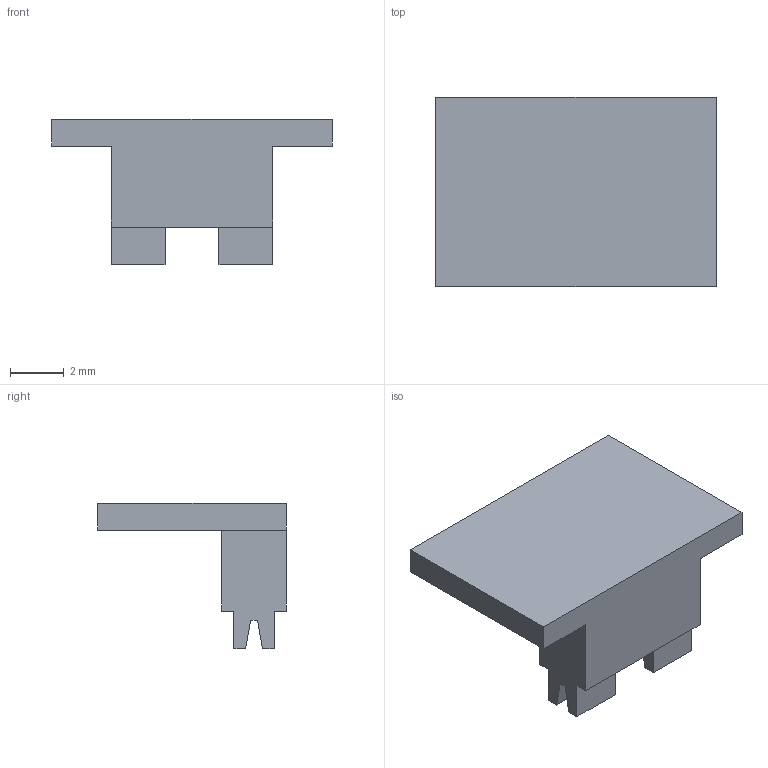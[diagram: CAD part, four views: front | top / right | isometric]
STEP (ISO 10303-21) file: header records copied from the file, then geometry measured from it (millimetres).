
FILE_DESCRIPTION(('CATIA V5R19 STEP'),'2;1');
FILE_NAME ('D1447028_0', '2015-02-24T12:21:24+00:00', ('Weidmueller Interface'), ('Weidmueller'), 'CATIA Version 5 Release 20 SP 5 (IN-10)', 'CATIA V5 STEP AP214', 'none');
FILE_SCHEMA(('AUTOMOTIVE_DESIGN { 1 0 10303 214 1 1 1 1 }'));
Length unit declared in the file: millimetre
Products named in the file (1): ESG X20 10/7
Bounding box: 10.4 x 7 x 5.4 mm (x, y, z)
Volume: 122.5 mm3; surface area: 255.7 mm2
Topology: 1 solids, 1 shells, 26 faces, 72 edges, 48 vertices
Faces by surface type: plane 26
Entity records: 799 total; most frequent: ORIENTED_EDGE 144, CARTESIAN_POINT 139, DIRECTION 108, VECTOR 72, EDGE_CURVE 72, LINE 72, VERTEX_POINT 48, ADVANCED_FACE 26
